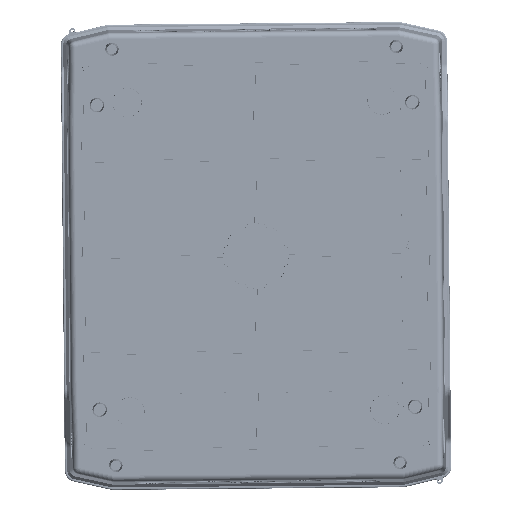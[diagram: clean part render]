
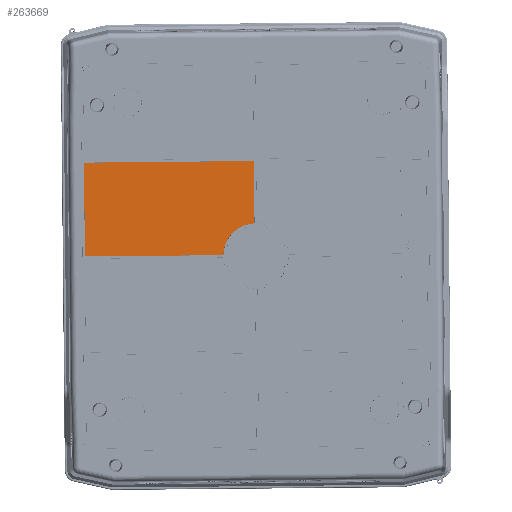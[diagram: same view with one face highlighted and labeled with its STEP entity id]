
A CAD part, front view. The second image highlights one B-rep face of the part: STEP entity #263669.
In plain terms, the highlighted planar face has unit normal (0, -1, 0).
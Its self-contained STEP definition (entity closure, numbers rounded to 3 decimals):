
#177268=DIRECTION('',(1.,0.,0.));
#177269=VECTOR('',#177268,140.);
#177270=CARTESIAN_POINT('',(1.,0.,-78.25));
#177271=LINE('',#177270,#177269);
#177275=DIRECTION('',(0.,0.,-1.));
#177276=VECTOR('',#177275,51.269);
#177277=CARTESIAN_POINT('',(1.,0.,-26.981));
#177278=LINE('',#177277,#177276);
#177282=CARTESIAN_POINT('',(0.,0.,0.));
#177283=DIRECTION('',(0.,1.,0.));
#177284=DIRECTION('',(0.999,0.,-0.037));
#177285=AXIS2_PLACEMENT_3D('',#177282,#177283,#177284);
#177290=DIRECTION('',(-1.,0.,0.));
#177291=VECTOR('',#177290,114.019);
#177292=CARTESIAN_POINT('',(141.,0.,-1.));
#177293=LINE('',#177292,#177291);
#177297=DIRECTION('',(0.,0.,1.));
#177298=VECTOR('',#177297,77.25);
#177299=CARTESIAN_POINT('',(141.,0.,-78.25));
#177300=LINE('',#177299,#177298);
#177321=CARTESIAN_POINT('',(1.,0.,-26.981));
#188482=CARTESIAN_POINT('',(141.,0.,-1.));
#188483=CARTESIAN_POINT('',(26.981,0.,-1.));
#188484=VERTEX_POINT('',#188482);
#188485=VERTEX_POINT('',#188483);
#190005=VERTEX_POINT('',#177321);
#192378=CARTESIAN_POINT('',(1.,0.,-78.25));
#192379=CARTESIAN_POINT('',(141.,0.,-78.25));
#192380=VERTEX_POINT('',#192378);
#192381=VERTEX_POINT('',#192379);
#263653=CARTESIAN_POINT('',(155.,0.,187.5));
#263654=DIRECTION('',(0.,1.,0.));
#263655=DIRECTION('',(0.,0.,1.));
#263656=AXIS2_PLACEMENT_3D('',#263653,#263654,#263655);
#263657=PLANE('',#263656);
#263658=ORIENTED_EDGE('',*,*,#263636,.F.);
#263660=ORIENTED_EDGE('',*,*,#263659,.F.);
#263662=ORIENTED_EDGE('',*,*,#263661,.F.);
#263664=ORIENTED_EDGE('',*,*,#263663,.F.);
#263666=ORIENTED_EDGE('',*,*,#263665,.F.);
#263667=EDGE_LOOP('',(#263658,#263660,#263662,#263664,#263666));
#263668=FACE_OUTER_BOUND('',#263667,.F.);
#177286=CIRCLE('',#177285,27.);
#263636=EDGE_CURVE('',#192380,#192381,#177271,.T.);
#263659=EDGE_CURVE('',#190005,#192380,#177278,.T.);
#263661=EDGE_CURVE('',#188485,#190005,#177286,.T.);
#263663=EDGE_CURVE('',#188484,#188485,#177293,.T.);
#263665=EDGE_CURVE('',#192381,#188484,#177300,.T.);
#263669=ADVANCED_FACE('',(#263668),#263657,.F.);
